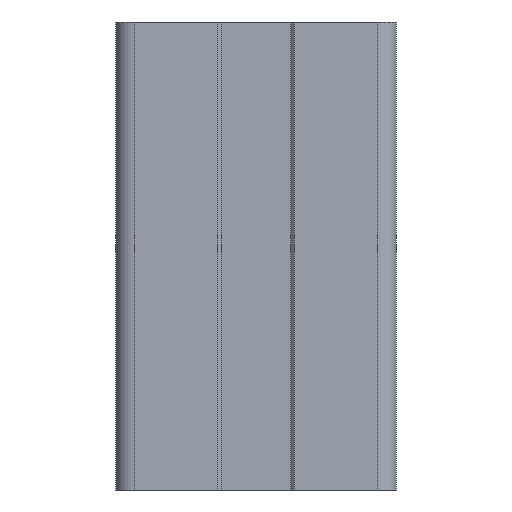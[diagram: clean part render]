
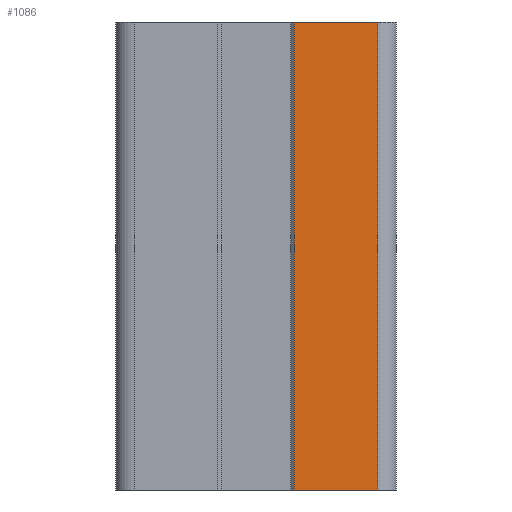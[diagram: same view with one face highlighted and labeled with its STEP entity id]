
A CAD part, front view. The second image highlights one B-rep face of the part: STEP entity #1086.
In plain terms, the highlighted planar face has unit normal (0, -1, 0).
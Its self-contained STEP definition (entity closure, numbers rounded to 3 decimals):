
#55=FACE_OUTER_BOUND('',#110,.T.);
#110=EDGE_LOOP('',(#731,#732,#733,#734));
#179=LINE('',#1543,#320);
#180=LINE('',#1547,#321);
#181=LINE('',#1549,#322);
#182=LINE('',#1550,#323);
#320=VECTOR('',#1251,10.);
#321=VECTOR('',#1256,10.);
#322=VECTOR('',#1257,10.);
#323=VECTOR('',#1258,10.);
#460=VERTEX_POINT('',#1540);
#461=VERTEX_POINT('',#1542);
#462=VERTEX_POINT('',#1546);
#463=VERTEX_POINT('',#1548);
#568=EDGE_CURVE('',#461,#460,#179,.T.);
#570=EDGE_CURVE('',#460,#462,#180,.T.);
#571=EDGE_CURVE('',#463,#462,#181,.T.);
#572=EDGE_CURVE('',#461,#463,#182,.T.);
#731=ORIENTED_EDGE('',*,*,#570,.T.);
#732=ORIENTED_EDGE('',*,*,#571,.F.);
#733=ORIENTED_EDGE('',*,*,#572,.F.);
#734=ORIENTED_EDGE('',*,*,#568,.T.);
#1039=PLANE('',#1166);
#1086=ADVANCED_FACE('',(#55),#1039,.T.);
#1166=AXIS2_PLACEMENT_3D('',#1545,#1254,#1255);
#1251=DIRECTION('',(0.,0.,1.));
#1254=DIRECTION('center_axis',(0.,-1.,0.));
#1255=DIRECTION('ref_axis',(1.,0.,0.));
#1256=DIRECTION('',(-1.,0.,0.));
#1257=DIRECTION('',(0.,0.,1.));
#1258=DIRECTION('',(-1.,0.,0.));
#1540=CARTESIAN_POINT('',(11.172,-15.252,50.));
#1542=CARTESIAN_POINT('',(11.172,-15.252,0.));
#1543=CARTESIAN_POINT('',(11.172,-15.252,0.));
#1545=CARTESIAN_POINT('Origin',(2.272,-15.252,0.));
#1546=CARTESIAN_POINT('',(2.272,-15.252,50.));
#1547=CARTESIAN_POINT('',(0.222,-15.252,50.));
#1548=CARTESIAN_POINT('',(2.272,-15.252,0.));
#1549=CARTESIAN_POINT('',(2.272,-15.252,0.));
#1550=CARTESIAN_POINT('',(0.222,-15.252,0.));
